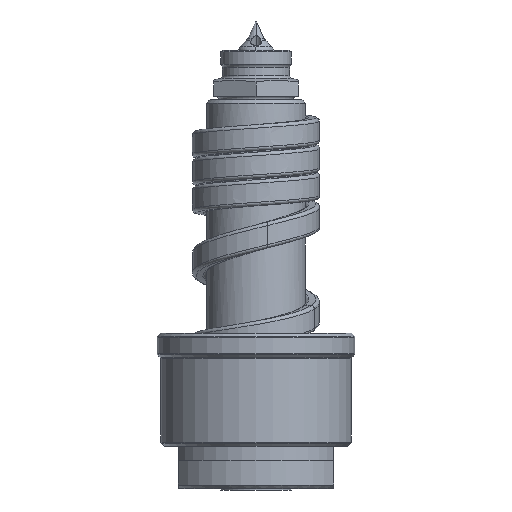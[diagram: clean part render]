
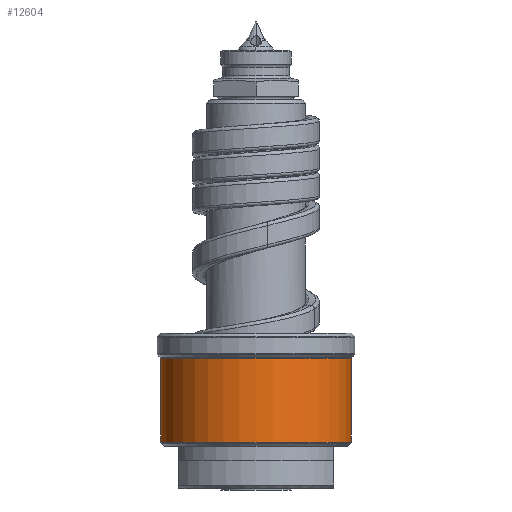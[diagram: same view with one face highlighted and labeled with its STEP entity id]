
A CAD part, front view. The second image highlights one B-rep face of the part: STEP entity #12604.
In plain terms, the highlighted cylindrical face has radius 13.5 mm (diameter 27 mm), a partial arc.
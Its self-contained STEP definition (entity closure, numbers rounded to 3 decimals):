
#4080=CARTESIAN_POINT('',(0.,0.,6.582));
#4081=DIRECTION('',(0.,0.,1.));
#4082=DIRECTION('',(-1.,0.,0.));
#4083=AXIS2_PLACEMENT_3D('',#4080,#4081,#4082);
#4085=DIRECTION('',(0.,0.,-1.));
#4086=VECTOR('',#4085,11.835);
#4087=CARTESIAN_POINT('',(-13.5,0.,18.417));
#4088=LINE('',#4087,#4086);
#4089=CARTESIAN_POINT('',(0.,0.,18.417));
#4090=DIRECTION('',(0.,0.,1.));
#4091=DIRECTION('',(-1.,0.,0.));
#4092=AXIS2_PLACEMENT_3D('',#4089,#4090,#4091);
#4094=DIRECTION('',(0.,0.,-1.));
#4095=VECTOR('',#4094,11.835);
#4096=CARTESIAN_POINT('',(13.5,0.,18.417));
#4097=LINE('',#4096,#4095);
#5930=CARTESIAN_POINT('',(13.5,0.,18.417));
#5931=CARTESIAN_POINT('',(-13.5,0.,18.417));
#5932=VERTEX_POINT('',#5930);
#5933=VERTEX_POINT('',#5931);
#5956=CARTESIAN_POINT('',(13.5,0.,6.582));
#5957=VERTEX_POINT('',#5956);
#5958=CARTESIAN_POINT('',(-13.5,0.,6.582));
#5959=VERTEX_POINT('',#5958);
#12592=CARTESIAN_POINT('',(0.,0.,5.2));
#12593=DIRECTION('',(0.,0.,1.));
#12594=DIRECTION('',(-1.,0.,0.));
#12595=AXIS2_PLACEMENT_3D('',#12592,#12593,#12594);
#12596=CYLINDRICAL_SURFACE('',#12595,13.5);
#12597=ORIENTED_EDGE('',*,*,#12549,.F.);
#12598=ORIENTED_EDGE('',*,*,#12583,.F.);
#12600=ORIENTED_EDGE('',*,*,#12599,.T.);
#12601=ORIENTED_EDGE('',*,*,#12579,.T.);
#12602=EDGE_LOOP('',(#12597,#12598,#12600,#12601));
#12603=FACE_OUTER_BOUND('',#12602,.F.);
#4084=CIRCLE('',#4083,13.5);
#4093=CIRCLE('',#4092,13.5);
#12549=EDGE_CURVE('',#5959,#5957,#4084,.T.);
#12579=EDGE_CURVE('',#5932,#5957,#4097,.T.);
#12583=EDGE_CURVE('',#5933,#5959,#4088,.T.);
#12599=EDGE_CURVE('',#5933,#5932,#4093,.T.);
#12604=ADVANCED_FACE('',(#12603),#12596,.T.);
